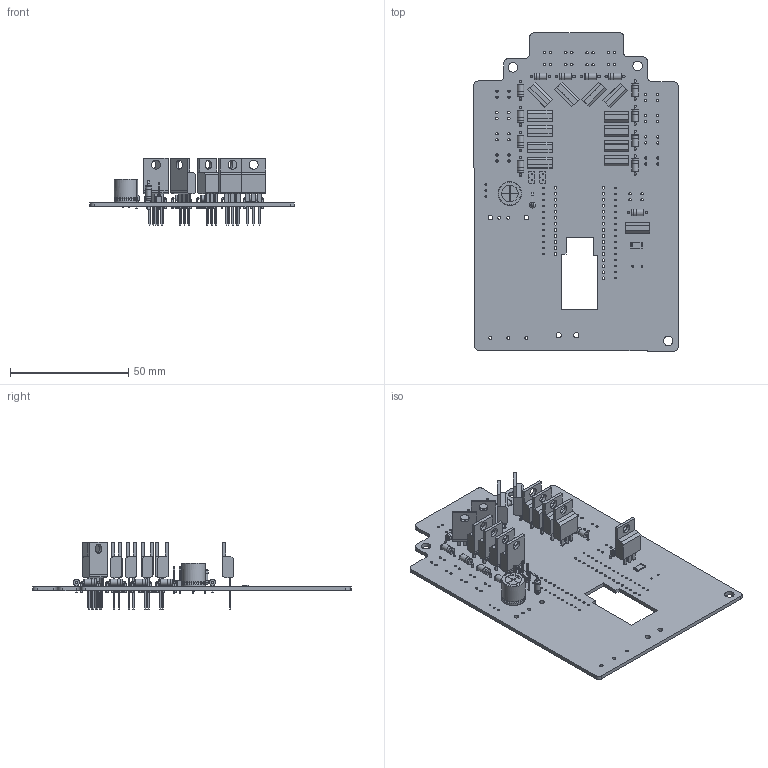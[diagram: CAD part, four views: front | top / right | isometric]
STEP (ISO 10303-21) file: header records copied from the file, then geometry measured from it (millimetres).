
FILE_DESCRIPTION(('KiCad electronic assembly'),'2;1');
FILE_NAME('Chassis PCB.step','2025-02-19T22:54:17',('Pcbnew'),('Kicad'), 'Open CASCADE STEP processor 7.8','KiCad to STEP converter','Unknown' );
FILE_SCHEMA(('AUTOMOTIVE_DESIGN { 1 0 10303 214 1 1 1 1 }'));
Length unit declared in the file: millimetre
Products named in the file (14): Chassis PCB 1; D_A-405_P7.62mm_Horizontal; R_Axial_DIN0207_L6.3mm_D2.5mm_P5.08mm_Vertical; R_Axial_DIN0207_L63mm_D25mm_P508mm_Vertical; CP_Radial_D10.0mm_P2.50mm; CP_Radial_D100mm_P250mm; R_2010_5025Metric; TO-220-3_Vertical; PinHeader_1x02_P2.54mm_Vertical; PinHeader_1x02_P254mm_Vertical; _autosave-Chassis_PCB
Assembly tree (50 placements, depth 3):
  Chassis PCB 1
    D_A-405_P7.62mm_Horizontal  x13
      D_A-405_P7.62mm_Horizontal
    R_Axial_DIN0207_L6.3mm_D2.5mm_P5.08mm_Vertical
      R_Axial_DIN0207_L63mm_D25mm_P508mm_Vertical
    CP_Radial_D10.0mm_P2.50mm
      CP_Radial_D100mm_P250mm
    R_2010_5025Metric  x13
      R_2010_5025Metric
    TO-220-3_Vertical  x13
      TO-220-3_Vertical
    PinHeader_1x02_P2.54mm_Vertical  x2
      PinHeader_1x02_P254mm_Vertical
    _autosave-Chassis_PCB
Bounding box: 86.38 x 134.53 x 28.52 mm (x, y, z)
Volume: 24059.6 mm3; surface area: 32321.6 mm2
Topology: 44 solids, 45 shells, 1558 faces, 4057 edges, 2656 vertices
Faces by surface type: plane 1078, cylinder 439, torus 32, bspline 5, revolution 4
Full cylindrical faces by diameter (mm): 0.5 x2, 0.6 x56, 0.762 x33, 0.8 x4, 0.9 x26, 1 x84, 1.1 x39, 1.33 x5, 1.88 x2, 2.2 x2, 2.25 x1, 2.5 x2, 2.7 x26, 2.72 x13, 3.735 x13, 4.016 x3
Entity records: 17386 total; most frequent: CARTESIAN_POINT 3152, DIRECTION 2652, ORIENTED_EDGE 2374, EDGE_CURVE 1187, AXIS2_PLACEMENT_3D 1002, FACE_BOUND 853, EDGE_LOOP 853, VERTEX_POINT 780
